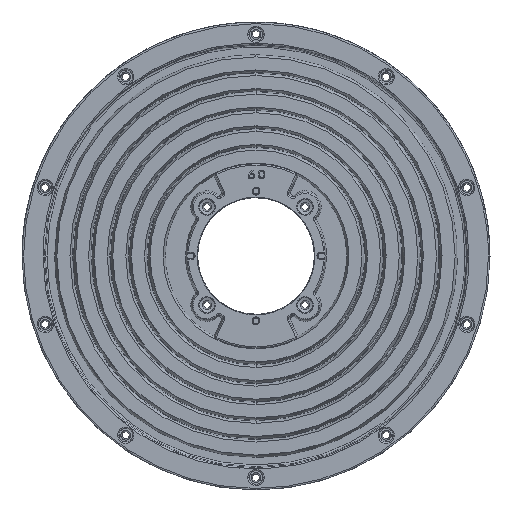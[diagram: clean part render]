
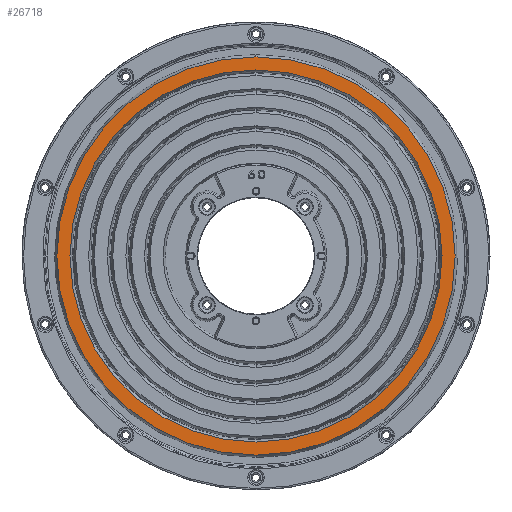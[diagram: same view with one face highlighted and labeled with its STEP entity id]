
A CAD part, top view. The second image highlights one B-rep face of the part: STEP entity #26718.
In plain terms, the highlighted planar face has unit normal (0, 0, 1).
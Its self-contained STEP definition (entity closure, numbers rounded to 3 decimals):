
#310 = CARTESIAN_POINT ( 'NONE',  ( 0., 0., 4.4 ) ) ;
#1778 = FACE_OUTER_BOUND ( 'NONE', #22416, .T. ) ;
#2685 = VERTEX_POINT ( 'NONE', #21155 ) ;
#4639 = AXIS2_PLACEMENT_3D ( 'NONE', #310, #16313, #32151 ) ;
#4676 = CIRCLE ( 'NONE', #4639, 89.834 ) ;
#5756 = ORIENTED_EDGE ( 'NONE', *, *, #31043, .T. ) ;
#5902 = EDGE_CURVE ( 'NONE', #49325, #30030, #26097, .T. ) ;
#5969 = CARTESIAN_POINT ( 'NONE',  ( 0., 89.834, 4.4 ) ) ;
#6012 = ORIENTED_EDGE ( 'NONE', *, *, #5902, .F. ) ;
#6081 = DIRECTION ( 'NONE',  ( 0., 0., -1. ) ) ;
#6915 = VERTEX_POINT ( 'NONE', #5969 ) ;
#12282 = CARTESIAN_POINT ( 'NONE',  ( 0., 0., 4.4 ) ) ;
#12358 = DIRECTION ( 'NONE',  ( -1., 0., 0. ) ) ;
#13850 = DIRECTION ( 'NONE',  ( 0., 0., 1. ) ) ;
#14460 = CARTESIAN_POINT ( 'NONE',  ( 0., -96.166, 4.4 ) ) ;
#16313 = DIRECTION ( 'NONE',  ( 0., 0., -1. ) ) ;
#17737 = FACE_BOUND ( 'NONE', #26103, .T. ) ;
#17863 = EDGE_CURVE ( 'NONE', #30030, #49325, #46509, .T. ) ;
#20183 = AXIS2_PLACEMENT_3D ( 'NONE', #28940, #47563, #12358 ) ;
#21155 = CARTESIAN_POINT ( 'NONE',  ( 0., -89.834, 4.4 ) ) ;
#21967 = DIRECTION ( 'NONE',  ( -1., 0., 0. ) ) ;
#22416 = EDGE_LOOP ( 'NONE', ( #37626, #6012 ) ) ;
#26097 = CIRCLE ( 'NONE', #20183, 96.166 ) ;
#26103 = EDGE_LOOP ( 'NONE', ( #5756, #40906 ) ) ;
#26718 = ADVANCED_FACE ( 'NONE', ( #1778, #17737 ), #33547, .T. ) ;
#28176 = DIRECTION ( 'NONE',  ( 0., 0., -1. ) ) ;
#28940 = CARTESIAN_POINT ( 'NONE',  ( 0., 0., 4.4 ) ) ;
#29729 = DIRECTION ( 'NONE',  ( 1., 0., 0. ) ) ;
#30030 = VERTEX_POINT ( 'NONE', #14460 ) ;
#31043 = EDGE_CURVE ( 'NONE', #2685, #6915, #41756, .T. ) ;
#32151 = DIRECTION ( 'NONE',  ( 1., 0., 0. ) ) ;
#33504 = EDGE_CURVE ( 'NONE', #6915, #2685, #4676, .T. ) ;
#33547 = PLANE ( 'NONE',  #41956 ) ;
#34949 = CARTESIAN_POINT ( 'NONE',  ( 0., 96.166, 4.4 ) ) ;
#37626 = ORIENTED_EDGE ( 'NONE', *, *, #17863, .F. ) ;
#40906 = ORIENTED_EDGE ( 'NONE', *, *, #33504, .T. ) ;
#41021 = AXIS2_PLACEMENT_3D ( 'NONE', #12282, #28176, #43678 ) ;
#41471 = CARTESIAN_POINT ( 'NONE',  ( 0., 0., 4.4 ) ) ;
#41756 = CIRCLE ( 'NONE', #41021, 89.834 ) ;
#41956 = AXIS2_PLACEMENT_3D ( 'NONE', #49046, #13850, #29729 ) ;
#43678 = DIRECTION ( 'NONE',  ( 1., 0., 0. ) ) ;
#46469 = AXIS2_PLACEMENT_3D ( 'NONE', #41471, #6081, #21967 ) ;
#46509 = CIRCLE ( 'NONE', #46469, 96.166 ) ;
#47563 = DIRECTION ( 'NONE',  ( 0., 0., -1. ) ) ;
#49046 = CARTESIAN_POINT ( 'NONE',  ( 0., 0., 4.4 ) ) ;
#49325 = VERTEX_POINT ( 'NONE', #34949 ) ;
